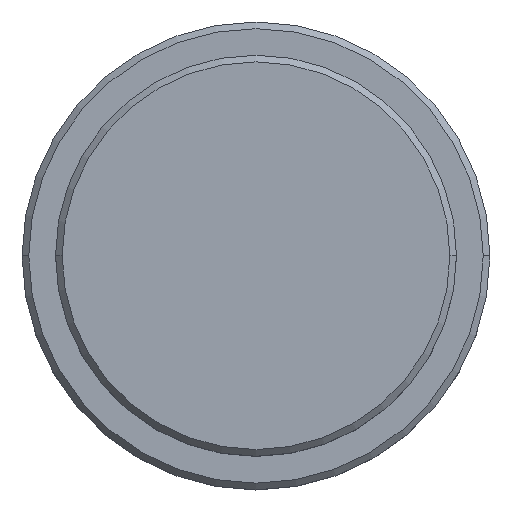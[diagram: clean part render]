
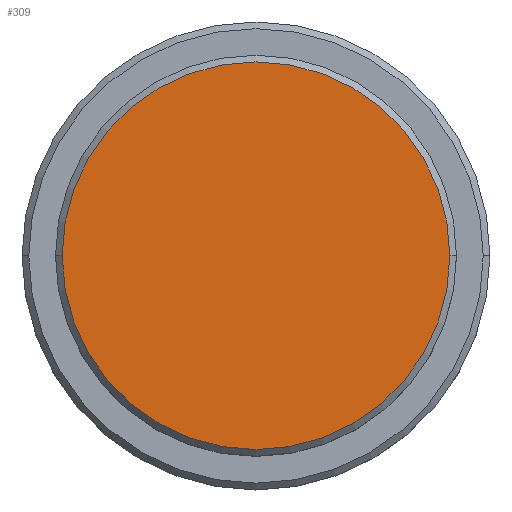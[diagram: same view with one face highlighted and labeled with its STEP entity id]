
A CAD part, top view. The second image highlights one B-rep face of the part: STEP entity #309.
In plain terms, the highlighted planar face has unit normal (0, 0, 1).
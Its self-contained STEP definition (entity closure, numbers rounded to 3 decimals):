
#79 = PLANE ( 'NONE',  #1118 ) ;
#215 = EDGE_CURVE ( 'NONE', #1136, #1302, #640, .T. ) ;
#227 = ORIENTED_EDGE ( 'NONE', *, *, #280, .T. ) ;
#280 = EDGE_CURVE ( 'NONE', #1302, #1136, #1023, .T. ) ;
#300 = DIRECTION ( 'NONE',  ( 1., 0., 0. ) ) ;
#309 = ADVANCED_FACE ( 'NONE', ( #977 ), #79, .T. ) ;
#327 = AXIS2_PLACEMENT_3D ( 'NONE', #1068, #958, #538 ) ;
#466 = EDGE_LOOP ( 'NONE', ( #711, #227 ) ) ;
#538 = DIRECTION ( 'NONE',  ( 1., 0., 0. ) ) ;
#640 = CIRCLE ( 'NONE', #1249, 14.5 ) ;
#644 = CARTESIAN_POINT ( 'NONE',  ( 0., 0., 0. ) ) ;
#711 = ORIENTED_EDGE ( 'NONE', *, *, #215, .T. ) ;
#848 = CARTESIAN_POINT ( 'NONE',  ( -14.5, 0., 0. ) ) ;
#958 = DIRECTION ( 'NONE',  ( 0., 0., 1. ) ) ;
#977 = FACE_OUTER_BOUND ( 'NONE', #466, .T. ) ;
#1023 = CIRCLE ( 'NONE', #327, 14.5 ) ;
#1068 = CARTESIAN_POINT ( 'NONE',  ( 0., 0., 0. ) ) ;
#1086 = CARTESIAN_POINT ( 'NONE',  ( 0., 0., 0. ) ) ;
#1118 = AXIS2_PLACEMENT_3D ( 'NONE', #644, #1372, #1175 ) ;
#1136 = VERTEX_POINT ( 'NONE', #848 ) ;
#1175 = DIRECTION ( 'NONE',  ( 1., 0., 0. ) ) ;
#1221 = CARTESIAN_POINT ( 'NONE',  ( 14.5, 0., 0. ) ) ;
#1249 = AXIS2_PLACEMENT_3D ( 'NONE', #1086, #1284, #300 ) ;
#1284 = DIRECTION ( 'NONE',  ( 0., 0., 1. ) ) ;
#1302 = VERTEX_POINT ( 'NONE', #1221 ) ;
#1372 = DIRECTION ( 'NONE',  ( 0., 0., 1. ) ) ;
